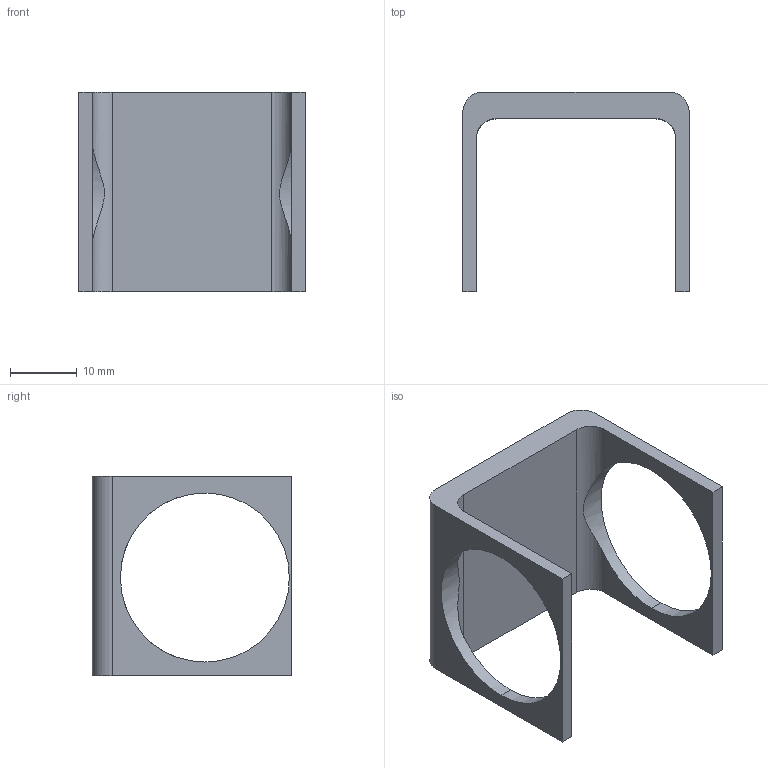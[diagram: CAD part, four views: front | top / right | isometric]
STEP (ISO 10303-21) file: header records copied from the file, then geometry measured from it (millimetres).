
FILE_DESCRIPTION (( 'STEP AP203' ), '1' );
FILE_NAME ('suuport camera.STEP', '2023-05-11T10:38:29', ( '' ), ( '' ), 'SwSTEP 2.0', 'SolidWorks 2020', '' );
FILE_SCHEMA (( 'CONFIG_CONTROL_DESIGN' ));
Length unit declared in the file: millimetre
Products named in the file (1): suuport camera
Bounding box: 34 x 30 x 30 mm (x, y, z)
Volume: 5152.8 mm3; surface area: 4037.8 mm2
Topology: 1 solids, 1 shells, 18 faces, 54 edges, 36 vertices
Faces by surface type: plane 10, cylinder 8
Entity records: 747 total; most frequent: CARTESIAN_POINT 159, DIRECTION 108, ORIENTED_EDGE 108, EDGE_CURVE 54, AXIS2_PLACEMENT_3D 37, VERTEX_POINT 36, VECTOR 34, LINE 34
